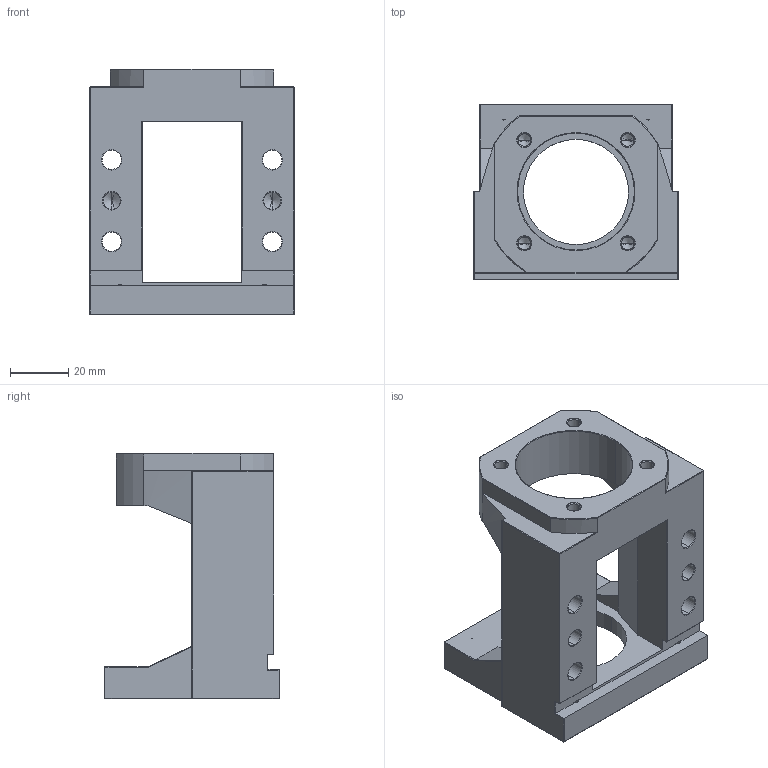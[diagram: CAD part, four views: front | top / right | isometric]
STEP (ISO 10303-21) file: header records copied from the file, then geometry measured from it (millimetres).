
FILE_DESCRIPTION (( 'STEP AP203' ), '1' );
FILE_NAME ('傳動座MBA15-DP.STEP', '2011-09-29T00:57:38', ( '' ), ( '' ), 'SwSTEP 2.0', 'SolidWorks 2011', '' );
FILE_SCHEMA (( 'CONFIG_CONTROL_DESIGN' ));
Length unit declared in the file: millimetre
Products named in the file (1): 傳動座MBA15-DP
Bounding box: 70 x 60 x 84 mm (x, y, z)
Volume: 111881.8 mm3; surface area: 32659.2 mm2
Topology: 1 solids, 1 shells, 226 faces, 557 edges, 314 vertices
Faces by surface type: cylinder 97, plane 41, torus 38, cone 36, sphere 12, bspline 2
Entity records: 6608 total; most frequent: CARTESIAN_POINT 1234, DIRECTION 1203, ORIENTED_EDGE 1058, EDGE_CURVE 529, AXIS2_PLACEMENT_3D 483, VERTEX_POINT 314, CIRCLE 258, EDGE_LOOP 257
